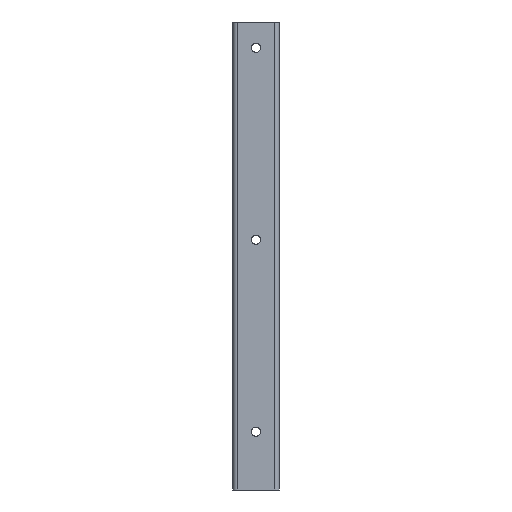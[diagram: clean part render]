
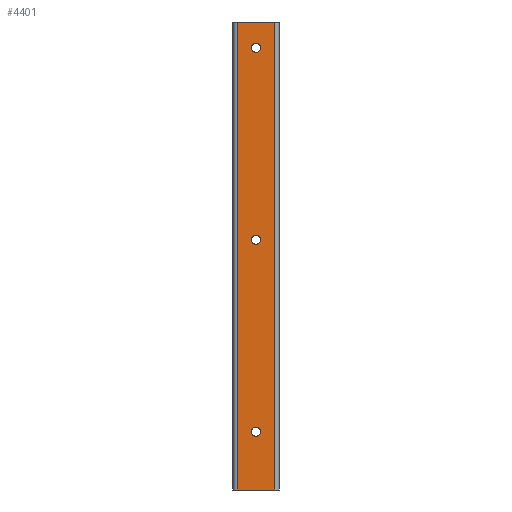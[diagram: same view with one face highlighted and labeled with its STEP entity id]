
A CAD part, front view. The second image highlights one B-rep face of the part: STEP entity #4401.
In plain terms, the highlighted free-form (B-spline) face has degree [1, 1] with [2, 2] control points.
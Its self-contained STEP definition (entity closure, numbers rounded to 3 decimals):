
#789 = VERTEX_POINT('',#790);
#790 = CARTESIAN_POINT('',(-14.821,-6.629,
    367.375));
#796 = EDGE_CURVE('',#797,#789,#799,.T.);
#797 = VERTEX_POINT('',#798);
#798 = CARTESIAN_POINT('',(14.821,-6.629,
    367.375));
#799 = B_SPLINE_CURVE_WITH_KNOTS('',1,(#800,#801),.UNSPECIFIED.,.F.,.F.,
  (2,2),(0.,24.593),.PIECEWISE_BEZIER_KNOTS.);
#800 = CARTESIAN_POINT('',(14.821,-6.629,
    367.375));
#801 = CARTESIAN_POINT('',(-14.821,-6.629,
    367.375));
#934 = VERTEX_POINT('',#935);
#935 = CARTESIAN_POINT('',(-14.821,-6.629,0.));
#941 = EDGE_CURVE('',#942,#934,#944,.T.);
#942 = VERTEX_POINT('',#943);
#943 = CARTESIAN_POINT('',(14.821,-6.629,0.));
#944 = B_SPLINE_CURVE_WITH_KNOTS('',1,(#945,#946),.UNSPECIFIED.,.F.,.F.,
  (2,2),(0.,24.593),.PIECEWISE_BEZIER_KNOTS.);
#945 = CARTESIAN_POINT('',(14.821,-6.629,0.));
#946 = CARTESIAN_POINT('',(-14.821,-6.629,0.));
#1738 = EDGE_CURVE('',#1739,#1739,#1741,.T.);
#1739 = VERTEX_POINT('',#1740);
#1740 = CARTESIAN_POINT('',(3.616,-6.629,
    45.801));
#1741 = ( BOUNDED_CURVE() B_SPLINE_CURVE(2,(#1742,#1743,#1744,#1745,
#1746,#1747,#1748),.UNSPECIFIED.,.T.,.F.) B_SPLINE_CURVE_WITH_KNOTS((1,2
    ,2,2,2,1),(-2.094,0.,2.094,4.189,
6.283,8.378),.UNSPECIFIED.) CURVE() 
GEOMETRIC_REPRESENTATION_ITEM() RATIONAL_B_SPLINE_CURVE((1.,0.5,1.,0.5,
1.,0.5,1.)) REPRESENTATION_ITEM('') );
#1742 = CARTESIAN_POINT('',(3.616,-6.629,
    45.801));
#1743 = CARTESIAN_POINT('',(3.616,-6.629,
    52.064));
#1744 = CARTESIAN_POINT('',(-1.808,-6.629,
    48.933));
#1745 = CARTESIAN_POINT('',(-7.232,-6.629,
    45.801));
#1746 = CARTESIAN_POINT('',(-1.808,-6.629,
    42.67));
#1747 = CARTESIAN_POINT('',(3.616,-6.629,
    39.538));
#1748 = CARTESIAN_POINT('',(3.616,-6.629,
    45.801));
#4388 = EDGE_CURVE('',#934,#789,#4389,.T.);
#4389 = B_SPLINE_CURVE_WITH_KNOTS('',1,(#4390,#4391),.UNSPECIFIED.,.F.,
  .F.,(2,2),(0.,304.8),.PIECEWISE_BEZIER_KNOTS.);
#4390 = CARTESIAN_POINT('',(-14.821,-6.629,0.));
#4391 = CARTESIAN_POINT('',(-14.821,-6.629,
    367.375));
#4401 = ADVANCED_FACE('',(#4402,#4412,#4426,#4440),#4443,.T.);
#4402 = FACE_BOUND('',#4403,.T.);
#4403 = EDGE_LOOP('',(#4404,#4409,#4410,#4411));
#4404 = ORIENTED_EDGE('',*,*,#4405,.T.);
#4405 = EDGE_CURVE('',#942,#797,#4406,.T.);
#4406 = B_SPLINE_CURVE_WITH_KNOTS('',1,(#4407,#4408),.UNSPECIFIED.,.F.,
  .F.,(2,2),(0.,304.8),.PIECEWISE_BEZIER_KNOTS.);
#4407 = CARTESIAN_POINT('',(14.821,-6.629,0.));
#4408 = CARTESIAN_POINT('',(14.821,-6.629,
    367.375));
#4409 = ORIENTED_EDGE('',*,*,#796,.T.);
#4410 = ORIENTED_EDGE('',*,*,#4388,.F.);
#4411 = ORIENTED_EDGE('',*,*,#941,.F.);
#4412 = FACE_BOUND('',#4413,.T.);
#4413 = EDGE_LOOP('',(#4414));
#4414 = ORIENTED_EDGE('',*,*,#4415,.F.);
#4415 = EDGE_CURVE('',#4416,#4416,#4418,.T.);
#4416 = VERTEX_POINT('',#4417);
#4417 = CARTESIAN_POINT('',(3.616,-6.629,
    347.126));
#4418 = ( BOUNDED_CURVE() B_SPLINE_CURVE(2,(#4419,#4420,#4421,#4422,
#4423,#4424,#4425),.UNSPECIFIED.,.T.,.F.) B_SPLINE_CURVE_WITH_KNOTS((1,2
    ,2,2,2,1),(-2.094,0.,2.094,4.189,
6.283,8.378),.UNSPECIFIED.) CURVE() 
GEOMETRIC_REPRESENTATION_ITEM() RATIONAL_B_SPLINE_CURVE((1.,0.5,1.,0.5,
1.,0.5,1.)) REPRESENTATION_ITEM('') );
#4419 = CARTESIAN_POINT('',(3.616,-6.629,
    347.126));
#4420 = CARTESIAN_POINT('',(3.616,-6.629,
    353.389));
#4421 = CARTESIAN_POINT('',(-1.808,-6.629,
    350.257));
#4422 = CARTESIAN_POINT('',(-7.232,-6.629,
    347.126));
#4423 = CARTESIAN_POINT('',(-1.808,-6.629,
    343.994));
#4424 = CARTESIAN_POINT('',(3.616,-6.629,
    340.863));
#4425 = CARTESIAN_POINT('',(3.616,-6.629,
    347.126));
#4426 = FACE_BOUND('',#4427,.T.);
#4427 = EDGE_LOOP('',(#4428));
#4428 = ORIENTED_EDGE('',*,*,#4429,.F.);
#4429 = EDGE_CURVE('',#4430,#4430,#4432,.T.);
#4430 = VERTEX_POINT('',#4431);
#4431 = CARTESIAN_POINT('',(3.616,-6.629,
    196.464));
#4432 = ( BOUNDED_CURVE() B_SPLINE_CURVE(2,(#4433,#4434,#4435,#4436,
#4437,#4438,#4439),.UNSPECIFIED.,.T.,.F.) B_SPLINE_CURVE_WITH_KNOTS((1,2
    ,2,2,2,1),(-2.094,0.,2.094,4.189,
6.283,8.378),.UNSPECIFIED.) CURVE() 
GEOMETRIC_REPRESENTATION_ITEM() RATIONAL_B_SPLINE_CURVE((1.,0.5,1.,0.5,
1.,0.5,1.)) REPRESENTATION_ITEM('') );
#4433 = CARTESIAN_POINT('',(3.616,-6.629,
    196.464));
#4434 = CARTESIAN_POINT('',(3.616,-6.629,
    202.727));
#4435 = CARTESIAN_POINT('',(-1.808,-6.629,
    199.595));
#4436 = CARTESIAN_POINT('',(-7.232,-6.629,
    196.464));
#4437 = CARTESIAN_POINT('',(-1.808,-6.629,
    193.332));
#4438 = CARTESIAN_POINT('',(3.616,-6.629,
    190.201));
#4439 = CARTESIAN_POINT('',(3.616,-6.629,
    196.464));
#4440 = FACE_BOUND('',#4441,.T.);
#4441 = EDGE_LOOP('',(#4442));
#4442 = ORIENTED_EDGE('',*,*,#1738,.F.);
#4443 = B_SPLINE_SURFACE_WITH_KNOTS('',1,1,(
    (#4444,#4445)
    ,(#4446,#4447
  )),.UNSPECIFIED.,.F.,.F.,.F.,(2,2),(2,2),(0.,24.593),(-304.8,0.),
  .PIECEWISE_BEZIER_KNOTS.);
#4444 = CARTESIAN_POINT('',(14.821,-6.629,
    367.375));
#4445 = CARTESIAN_POINT('',(14.821,-6.629,0.));
#4446 = CARTESIAN_POINT('',(-14.821,-6.629,
    367.375));
#4447 = CARTESIAN_POINT('',(-14.821,-6.629,0.));
